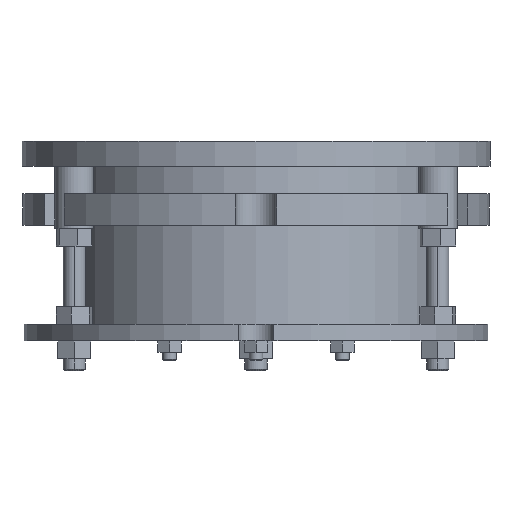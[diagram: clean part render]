
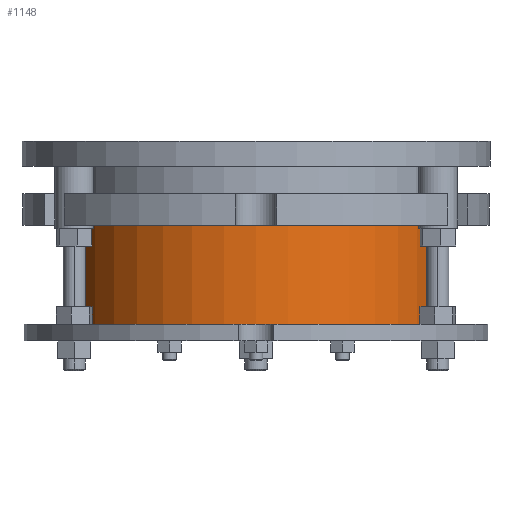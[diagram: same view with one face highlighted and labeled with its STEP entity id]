
A CAD part, front view. The second image highlights one B-rep face of the part: STEP entity #1148.
In plain terms, the highlighted cylindrical face has radius 135 mm (diameter 270 mm), a partial arc.
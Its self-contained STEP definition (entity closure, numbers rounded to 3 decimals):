
#186 = EDGE_CURVE ( 'NONE', #213, #225, #3200, .T. ) ;
#213 = VERTEX_POINT ( 'NONE', #3316 ) ;
#214 = VERTEX_POINT ( 'NONE', #3315 ) ;
#225 = VERTEX_POINT ( 'NONE', #3353 ) ;
#253 = EDGE_CURVE ( 'NONE', #214, #268, #3363, .T. ) ;
#268 = VERTEX_POINT ( 'NONE', #3448 ) ;
#1103 = EDGE_CURVE ( 'NONE', #225, #268, #4733, .T. ) ;
#1148 = ADVANCED_FACE ( 'NONE', ( #4856 ), #4855, .T. ) ;
#1149 = ORIENTED_EDGE ( 'NONE', *, *, #186, .F. ) ;
#1156 = EDGE_LOOP ( 'NONE', ( #1149, #1254, #1269, #1306 ) ) ;
#1254 = ORIENTED_EDGE ( 'NONE', *, *, #1305, .F. ) ;
#1269 = ORIENTED_EDGE ( 'NONE', *, *, #253, .T. ) ;
#1305 = EDGE_CURVE ( 'NONE', #214, #213, #5108, .T. ) ;
#1306 = ORIENTED_EDGE ( 'NONE', *, *, #1103, .F. ) ;
#3197 = DIRECTION ( 'NONE',  ( 0., 0., -1. ) ) ;
#3198 = VECTOR ( 'NONE', #3197, 1000. ) ;
#3199 = CARTESIAN_POINT ( 'NONE',  ( 135., 0., 83.6 ) ) ;
#3200 = LINE ( 'NONE', #3199, #3198 ) ;
#3315 = CARTESIAN_POINT ( 'NONE',  ( -135., 0., 83.6 ) ) ;
#3316 = CARTESIAN_POINT ( 'NONE',  ( 135., 0., 83.6 ) ) ;
#3353 = CARTESIAN_POINT ( 'NONE',  ( 135., 0., 12. ) ) ;
#3360 = DIRECTION ( 'NONE',  ( 0., 0., -1. ) ) ;
#3361 = VECTOR ( 'NONE', #3360, 1000. ) ;
#3362 = CARTESIAN_POINT ( 'NONE',  ( -135., 0., 83.6 ) ) ;
#3363 = LINE ( 'NONE', #3362, #3361 ) ;
#3448 = CARTESIAN_POINT ( 'NONE',  ( -135., 0., 12. ) ) ;
#4732 = AXIS2_PLACEMENT_3D ( 'NONE', #4799, #4798, #4797 ) ;
#4733 = CIRCLE ( 'NONE', #4732, 135. ) ;
#4797 = DIRECTION ( 'NONE',  ( -1., 0., 0. ) ) ;
#4798 = DIRECTION ( 'NONE',  ( 0., 0., -1. ) ) ;
#4799 = CARTESIAN_POINT ( 'NONE',  ( 0., 0., 12. ) ) ;
#4851 = DIRECTION ( 'NONE',  ( -1., 0., 0. ) ) ;
#4852 = DIRECTION ( 'NONE',  ( 0., 0., -1. ) ) ;
#4853 = CARTESIAN_POINT ( 'NONE',  ( 0., 0., 83.6 ) ) ;
#4854 = AXIS2_PLACEMENT_3D ( 'NONE', #4853, #4852, #4851 ) ;
#4855 = CYLINDRICAL_SURFACE ( 'NONE', #4854, 135. ) ;
#4856 = FACE_OUTER_BOUND ( 'NONE', #1156, .T. ) ;
#5104 = DIRECTION ( 'NONE',  ( 1., 0., 0. ) ) ;
#5105 = DIRECTION ( 'NONE',  ( 0., 0., 1. ) ) ;
#5106 = CARTESIAN_POINT ( 'NONE',  ( 0., 0., 83.6 ) ) ;
#5107 = AXIS2_PLACEMENT_3D ( 'NONE', #5106, #5105, #5104 ) ;
#5108 = CIRCLE ( 'NONE', #5107, 135. ) ;
